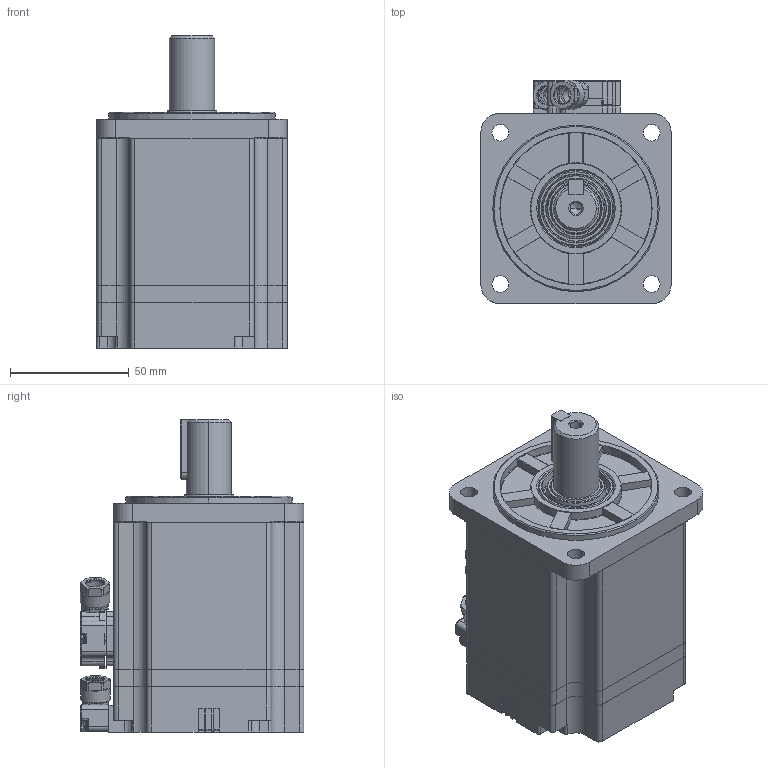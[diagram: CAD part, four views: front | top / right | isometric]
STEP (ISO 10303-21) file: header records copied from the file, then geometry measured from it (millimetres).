
FILE_DESCRIPTION((''),'2;1');
FILE_NAME('MS1H1-55B30CB-A331Z-S_ASM','2019-04-28T15:05:13',('w14852'),(''),'CREO PARAMETRIC BY PTC INC, 2017260','CREO PARAMETRIC BY PTC INC, 2017260','');
FILE_SCHEMA(('CONFIG_CONTROL_DESIGN'));
Length unit declared in the file: inch
Products named in the file (30): _80-1-SO0001_1_1_1; 31090649--MS1H1-550001_1_1_1; _1-SO-26070001_1_1_1; 31090537--1-SOL000_1_1_1; _1-SO-73020001_1_1_1; _1-SO-96950001_1_1_1; _1-SO-98990001_1_1_1; _1-SO-111580001_1_1_1; _1-SO-148320001_1_1_1; _1-SO-159000001_1_1_1; 10_1_1_1_1_1; _1-SO-280210001_1_1_1; _1-SO-283550001_1_1_1; _1-SO-418910001_1_1_1; _1-SO-434610001_1_1_1; 31090527--1-SOL000_1_1_1; _1-SO-586200001_1_1_1; 31740002--1-SOLI00_1_1_1; 30_1_1_2_1_1; _1-SO-829870001_1_1_1; 22010113--1-SOLI00_1_1_1; _1-SO-861750001_1_1_1; MS1H1-55B30CB-A331Z_1_ASM_1_ASM_ASM; MS1H1-55B30CB-A331Z_ASM_1_ASM_1_ASM; 1716920106_4_ASM_1_ASM; MS1H1-55B30CB-A331Z-S_ASM_1_ASM_ASM; 21E8-005-1072-P4_1_1_1; 21E8-005-1073-P4_1_1_1; MS1H1-55B30CB-A331Z-S_ASM_1_ASM; MS1H1-55B30CB-A331Z-S_ASM
Assembly tree (29 placements, depth 6):
  MS1H1-55B30CB-A331Z-S_ASM
    MS1H1-55B30CB-A331Z-S_ASM_1_ASM
      MS1H1-55B30CB-A331Z-S_ASM_1_ASM_ASM
        MS1H1-55B30CB-A331Z_ASM_1_ASM_1_ASM
          MS1H1-55B30CB-A331Z_1_ASM_1_ASM_ASM
            _80-1-SO0001_1_1_1
            31090649--MS1H1-550001_1_1_1
            _1-SO-26070001_1_1_1
            31090537--1-SOL000_1_1_1
            _1-SO-73020001_1_1_1
            _1-SO-96950001_1_1_1
            _1-SO-98990001_1_1_1
            _1-SO-111580001_1_1_1
            _1-SO-148320001_1_1_1
            _1-SO-159000001_1_1_1
            10_1_1_1_1_1
            _1-SO-280210001_1_1_1
            _1-SO-283550001_1_1_1
            _1-SO-418910001_1_1_1
            _1-SO-434610001_1_1_1
            31090527--1-SOL000_1_1_1
            _1-SO-586200001_1_1_1
            31740002--1-SOLI00_1_1_1
            30_1_1_2_1_1
            _1-SO-829870001_1_1_1
            22010113--1-SOLI00_1_1_1
            _1-SO-861750001_1_1_1
        1716920106_4_ASM_1_ASM
      21E8-005-1072-P4_1_1_1
      21E8-005-1073-P4_1_1_1
Bounding box: 80 x 94.1 x 131.2 mm (x, y, z)
Volume: 557555.2 mm3; surface area: 99873.3 mm2
Topology: 24 solids, 26 shells, 1671 faces, 4579 edges, 3019 vertices
Faces by surface type: plane 1037, cylinder 448, torus 78, extrusion 39, cone 38, bspline 27, sphere 4
Entity records: 57202 total; most frequent: CARTESIAN_POINT 13390, ORIENTED_EDGE 9138, DIRECTION 8948, EDGE_CURVE 4573, VECTOR 3074, LINE 3035, VERTEX_POINT 3019, AXIS2_PLACEMENT_3D 2937
